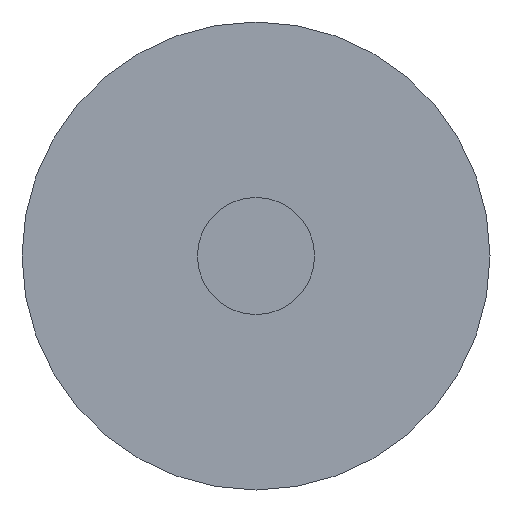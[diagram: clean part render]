
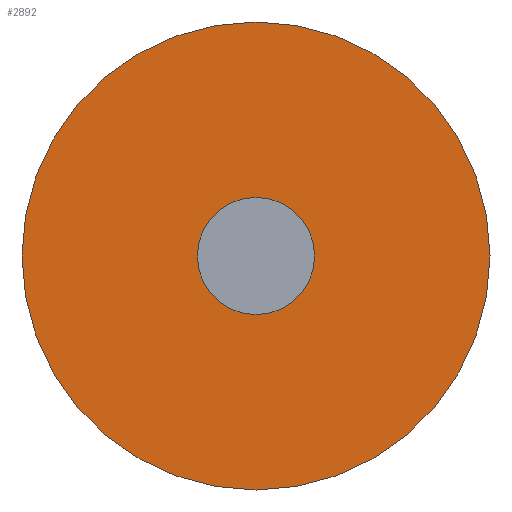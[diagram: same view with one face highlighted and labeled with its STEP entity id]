
A CAD part, front view. The second image highlights one B-rep face of the part: STEP entity #2892.
In plain terms, the highlighted planar face has unit normal (0, -1, 0).
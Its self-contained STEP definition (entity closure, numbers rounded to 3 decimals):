
#87 = AXIS2_PLACEMENT_3D ( 'NONE', #292, #2089, #2836 ) ;
#246 = EDGE_LOOP ( 'NONE', ( #338, #754 ) ) ;
#260 = FACE_OUTER_BOUND ( 'NONE', #246, .T. ) ;
#283 = CIRCLE ( 'NONE', #2791, 10. ) ;
#288 = CARTESIAN_POINT ( 'NONE',  ( 0., 0., 2.5 ) ) ;
#292 = CARTESIAN_POINT ( 'NONE',  ( 0., 0., 0. ) ) ;
#328 = DIRECTION ( 'NONE',  ( 0., 0., -1. ) ) ;
#338 = ORIENTED_EDGE ( 'NONE', *, *, #2473, .F. ) ;
#565 = PLANE ( 'NONE',  #989 ) ;
#587 = EDGE_CURVE ( 'NONE', #1527, #1009, #1328, .T. ) ;
#754 = ORIENTED_EDGE ( 'NONE', *, *, #2827, .F. ) ;
#835 = DIRECTION ( 'NONE',  ( 0., 1., 0. ) ) ;
#840 = CARTESIAN_POINT ( 'NONE',  ( 0., 0., -2.5 ) ) ;
#889 = DIRECTION ( 'NONE',  ( 0., -1., 0. ) ) ;
#989 = AXIS2_PLACEMENT_3D ( 'NONE', #1070, #835, #1078 ) ;
#1009 = VERTEX_POINT ( 'NONE', #288 ) ;
#1027 = ORIENTED_EDGE ( 'NONE', *, *, #3098, .F. ) ;
#1070 = CARTESIAN_POINT ( 'NONE',  ( 0., 0., 0. ) ) ;
#1078 = DIRECTION ( 'NONE',  ( 0., 0., 1. ) ) ;
#1118 = CARTESIAN_POINT ( 'NONE',  ( 0., 0., 0. ) ) ;
#1139 = FACE_BOUND ( 'NONE', #3289, .T. ) ;
#1328 = CIRCLE ( 'NONE', #1545, 2.5 ) ;
#1429 = DIRECTION ( 'NONE',  ( 0., 1., 0. ) ) ;
#1430 = CARTESIAN_POINT ( 'NONE',  ( 0., 0., 10. ) ) ;
#1527 = VERTEX_POINT ( 'NONE', #840 ) ;
#1545 = AXIS2_PLACEMENT_3D ( 'NONE', #1118, #889, #328 ) ;
#1656 = CARTESIAN_POINT ( 'NONE',  ( 0., 0., 0. ) ) ;
#1727 = CIRCLE ( 'NONE', #1730, 2.5 ) ;
#1730 = AXIS2_PLACEMENT_3D ( 'NONE', #1656, #2181, #2445 ) ;
#1762 = ORIENTED_EDGE ( 'NONE', *, *, #587, .F. ) ;
#1874 = VERTEX_POINT ( 'NONE', #3074 ) ;
#1925 = DIRECTION ( 'NONE',  ( 0., 0., 1. ) ) ;
#2017 = CIRCLE ( 'NONE', #87, 10. ) ;
#2089 = DIRECTION ( 'NONE',  ( 0., 1., 0. ) ) ;
#2181 = DIRECTION ( 'NONE',  ( 0., -1., 0. ) ) ;
#2445 = DIRECTION ( 'NONE',  ( 0., 0., -1. ) ) ;
#2451 = CARTESIAN_POINT ( 'NONE',  ( 0., 0., 0. ) ) ;
#2473 = EDGE_CURVE ( 'NONE', #1874, #3142, #283, .T. ) ;
#2791 = AXIS2_PLACEMENT_3D ( 'NONE', #2451, #1429, #1925 ) ;
#2827 = EDGE_CURVE ( 'NONE', #3142, #1874, #2017, .T. ) ;
#2836 = DIRECTION ( 'NONE',  ( 0., 0., 1. ) ) ;
#2892 = ADVANCED_FACE ( 'NONE', ( #1139, #260 ), #565, .F. ) ;
#3074 = CARTESIAN_POINT ( 'NONE',  ( 0., 0., -10. ) ) ;
#3098 = EDGE_CURVE ( 'NONE', #1009, #1527, #1727, .T. ) ;
#3142 = VERTEX_POINT ( 'NONE', #1430 ) ;
#3289 = EDGE_LOOP ( 'NONE', ( #1027, #1762 ) ) ;
